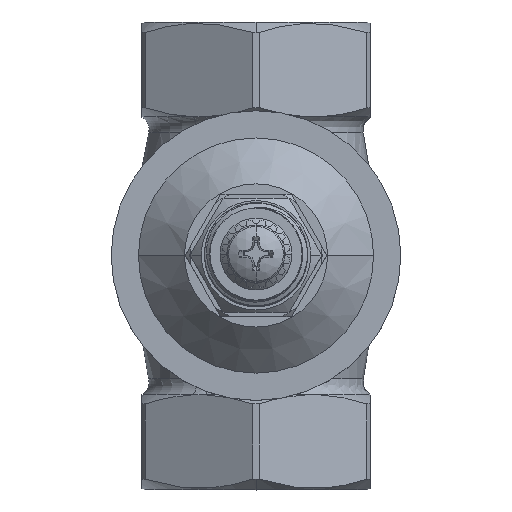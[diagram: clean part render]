
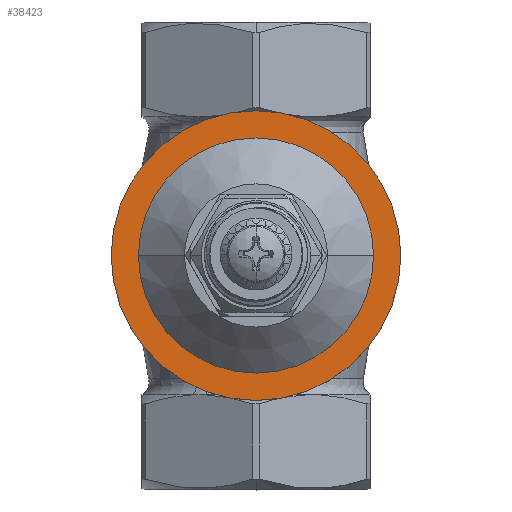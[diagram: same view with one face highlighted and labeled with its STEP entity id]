
A CAD part, top view. The second image highlights one B-rep face of the part: STEP entity #38423.
In plain terms, the highlighted planar face has unit normal (0, 0, 1).
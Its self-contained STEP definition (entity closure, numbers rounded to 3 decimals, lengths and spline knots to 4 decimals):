
#2745=CARTESIAN_POINT('',(0.,0.,1.3977));
#2746=DIRECTION('',(0.,0.,1.));
#2747=DIRECTION('',(0.,-1.,0.));
#2748=AXIS2_PLACEMENT_3D('',#2745,#2746,#2747);
#2753=CARTESIAN_POINT('',(0.,0.,1.3977));
#2754=DIRECTION('',(0.,0.,-1.));
#2755=DIRECTION('',(0.,-1.,0.));
#2756=AXIS2_PLACEMENT_3D('',#2753,#2754,#2755);
#2761=CARTESIAN_POINT('',(0.,0.,1.3977));
#2762=DIRECTION('',(0.,0.,-1.));
#2763=DIRECTION('',(1.,0.,0.));
#2764=AXIS2_PLACEMENT_3D('',#2761,#2762,#2763);
#2769=CARTESIAN_POINT('',(0.,0.,1.3977));
#2770=DIRECTION('',(0.,0.,-1.));
#2771=DIRECTION('',(-1.,0.,0.));
#2772=AXIS2_PLACEMENT_3D('',#2769,#2770,#2771);
#34208=CARTESIAN_POINT('',(0.,-0.79,1.3977));
#34209=CARTESIAN_POINT('',(0.,0.79,1.3977));
#34210=VERTEX_POINT('',#34208);
#34211=VERTEX_POINT('',#34209);
#35279=CARTESIAN_POINT('',(0.6415,0.,1.3977));
#35280=CARTESIAN_POINT('',(-0.6415,0.,1.3977));
#35281=VERTEX_POINT('',#35279);
#35282=VERTEX_POINT('',#35280);
#38408=CARTESIAN_POINT('',(0.,0.,1.3977));
#38409=DIRECTION('',(0.,0.,1.));
#38410=DIRECTION('',(0.,-1.,0.));
#38411=AXIS2_PLACEMENT_3D('',#38408,#38409,#38410);
#38412=PLANE('',#38411);
#38413=ORIENTED_EDGE('',*,*,#38402,.F.);
#38414=ORIENTED_EDGE('',*,*,#38388,.T.);
#38415=EDGE_LOOP('',(#38413,#38414));
#38416=FACE_OUTER_BOUND('',#38415,.F.);
#38418=ORIENTED_EDGE('',*,*,#38417,.F.);
#38420=ORIENTED_EDGE('',*,*,#38419,.F.);
#38421=EDGE_LOOP('',(#38418,#38420));
#38422=FACE_BOUND('',#38421,.F.);
#2749=CIRCLE('',#2748,0.79);
#2757=CIRCLE('',#2756,0.79);
#2765=CIRCLE('',#2764,0.6415);
#2773=CIRCLE('',#2772,0.6415);
#38388=EDGE_CURVE('',#34210,#34211,#2757,.T.);
#38402=EDGE_CURVE('',#34210,#34211,#2749,.T.);
#38417=EDGE_CURVE('',#35281,#35282,#2765,.T.);
#38419=EDGE_CURVE('',#35282,#35281,#2773,.T.);
#38423=ADVANCED_FACE('',(#38416,#38422),#38412,.T.);
